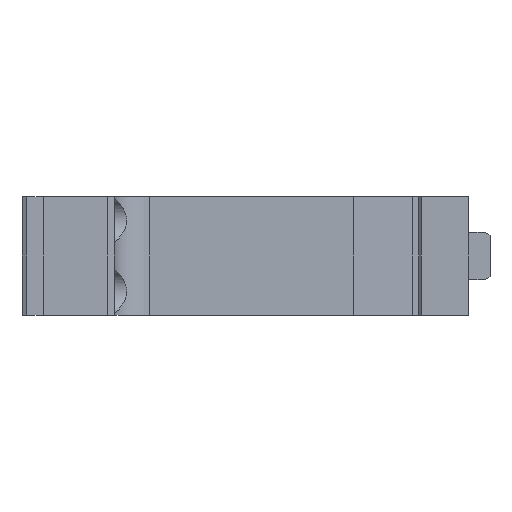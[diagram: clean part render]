
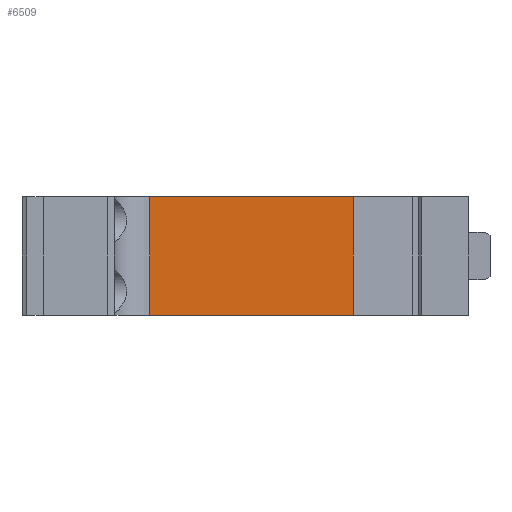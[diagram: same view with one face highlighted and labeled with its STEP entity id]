
A CAD part, left-side view. The second image highlights one B-rep face of the part: STEP entity #6509.
In plain terms, the highlighted planar face has unit normal (-1, 0, 0).
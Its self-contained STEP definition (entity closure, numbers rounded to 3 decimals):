
#5047=CARTESIAN_POINT('Vertex',(-140.725,-62.043,-25.)) ;
#5050=CARTESIAN_POINT('Line Origine',(-140.725,-19.021,-25.)) ;
#5054=CARTESIAN_POINT('Vertex',(-140.725,24.,-25.)) ;
#5327=CARTESIAN_POINT('Vertex',(-140.725,24.,25.)) ;
#5330=CARTESIAN_POINT('Line Origine',(-140.725,-19.021,25.)) ;
#5334=CARTESIAN_POINT('Vertex',(-140.725,-62.043,25.)) ;
#6481=CARTESIAN_POINT('Line Origine',(-140.725,-62.043,0.)) ;
#6493=CARTESIAN_POINT('Axis2P3D Location',(-140.725,24.,25.)) ;
#6498=CARTESIAN_POINT('Line Origine',(-140.725,24.,0.)) ;
#5051=DIRECTION('Vector Direction',(0.,-1.,0.)) ;
#5331=DIRECTION('Vector Direction',(0.,-1.,0.)) ;
#6482=DIRECTION('Vector Direction',(0.,0.,1.)) ;
#6494=DIRECTION('Axis2P3D Direction',(1.,-0.,0.)) ;
#6495=DIRECTION('Axis2P3D XDirection',(0.,0.,-1.)) ;
#6499=DIRECTION('Vector Direction',(0.,0.,-1.)) ;
#6496=AXIS2_PLACEMENT_3D('Plane Axis2P3D',#6493,#6494,#6495) ;
#6504=ORIENTED_EDGE('',*,*,#5056,.T.) ;
#6505=ORIENTED_EDGE('',*,*,#6485,.T.) ;
#6506=ORIENTED_EDGE('',*,*,#5336,.F.) ;
#6507=ORIENTED_EDGE('',*,*,#6502,.T.) ;
#5052=VECTOR('Line Direction',#5051,1.) ;
#5332=VECTOR('Line Direction',#5331,1.) ;
#6483=VECTOR('Line Direction',#6482,1.) ;
#6500=VECTOR('Line Direction',#6499,1.) ;
#6509=ADVANCED_FACE('CAM HOLDER',(#6508),#6497,.F.) ;
#5056=EDGE_CURVE('',#5055,#5048,#5053,.T.) ;
#5336=EDGE_CURVE('',#5328,#5335,#5333,.T.) ;
#6485=EDGE_CURVE('',#5048,#5335,#6484,.T.) ;
#6502=EDGE_CURVE('',#5328,#5055,#6501,.T.) ;
#6503=EDGE_LOOP('',(#6504,#6505,#6506,#6507)) ;
#6508=FACE_OUTER_BOUND('',#6503,.T.) ;
#5053=LINE('Line',#5050,#5052) ;
#5333=LINE('Line',#5330,#5332) ;
#6484=LINE('Line',#6481,#6483) ;
#6501=LINE('Line',#6498,#6500) ;
#6497=PLANE('Plane',#6496) ;
#5048=VERTEX_POINT('',#5047) ;
#5055=VERTEX_POINT('',#5054) ;
#5328=VERTEX_POINT('',#5327) ;
#5335=VERTEX_POINT('',#5334) ;
